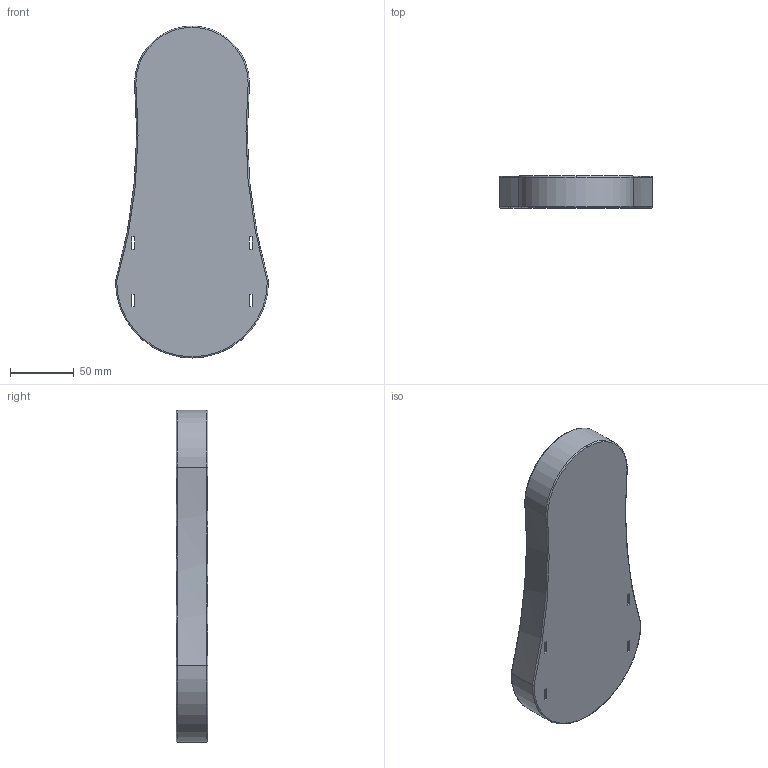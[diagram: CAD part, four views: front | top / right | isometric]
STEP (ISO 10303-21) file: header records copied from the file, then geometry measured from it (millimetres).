
FILE_DESCRIPTION (( 'STEP AP214' ), '1' );
FILE_NAME ('Slipper_Base_v3_2.STEP', '2024-04-22T08:30:39', ( '' ), ( '' ), 'SwSTEP 2.0', 'SolidWorks 2019', '' );
FILE_SCHEMA (( 'AUTOMOTIVE_DESIGN' ));
Length unit declared in the file: centimetre
Products named in the file (1): Slipper_Base_v3_2
Bounding box: 120 x 25 x 260 mm (x, y, z)
Volume: 587388.4 mm3; surface area: 64938.8 mm2
Topology: 1 solids, 1 shells, 45 faces, 117 edges, 66 vertices
Faces by surface type: plane 18, sphere 8, cylinder 7, torus 6, bspline 6
Entity records: 1531 total; most frequent: CARTESIAN_POINT 465, DIRECTION 217, ORIENTED_EDGE 210, EDGE_CURVE 105, AXIS2_PLACEMENT_3D 80, VERTEX_POINT 62, LINE 57, VECTOR 57
